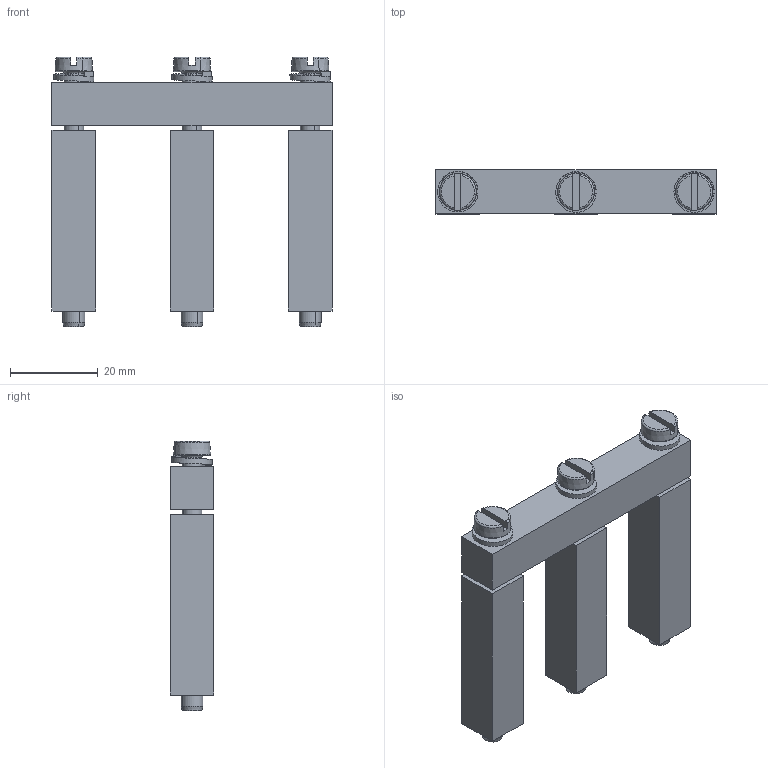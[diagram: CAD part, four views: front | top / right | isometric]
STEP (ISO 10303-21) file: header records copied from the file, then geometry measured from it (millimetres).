
FILE_DESCRIPTION(('CATIA V5 STEP Exchange','CAx-IF Rec.Pracs.--- Model Styling and Organization---1.4--- 2014-01-23'),'2;1');
FILE_NAME ('005266-5_1_1063600000_1063600000.stp','2021-12-06T13:06:25+00:00',('none'),('Weidmueller'),'CATIA Version 5-6 Release 2016 SP3 HF44','CATIA V5 STEP AP214','none');
FILE_SCHEMA(('AUTOMOTIVE_DESIGN { 1 0 10303 214 1 1 1 1 }'));
Length unit declared in the file: millimetre
Products named in the file (1): 15573_WQV_70_95_3_AllCATPart
Bounding box: 64 x 10 x 61.6 mm (x, y, z)
Volume: 18830.3 mm3; surface area: 14333.3 mm2
Topology: 10 solids, 10 shells, 165 faces, 360 edges, 218 vertices
Faces by surface type: plane 51, cone 42, cylinder 30, torus 30, bspline 12
Entity records: 4985 total; most frequent: CARTESIAN_POINT 1582, ORIENTED_EDGE 720, DIRECTION 576, EDGE_CURVE 360, AXIS2_PLACEMENT_3D 301, VERTEX_POINT 218, EDGE_LOOP 180, ADVANCED_FACE 165
